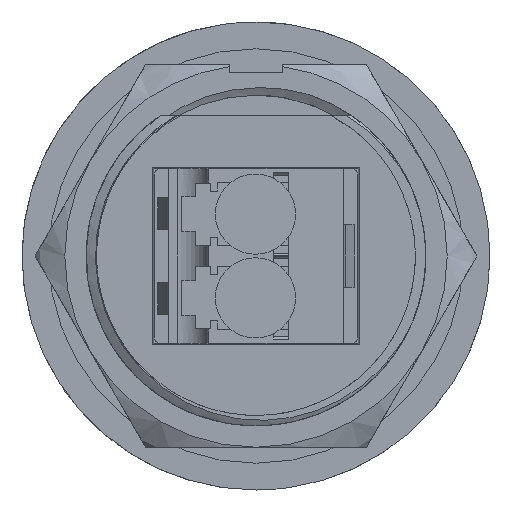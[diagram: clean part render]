
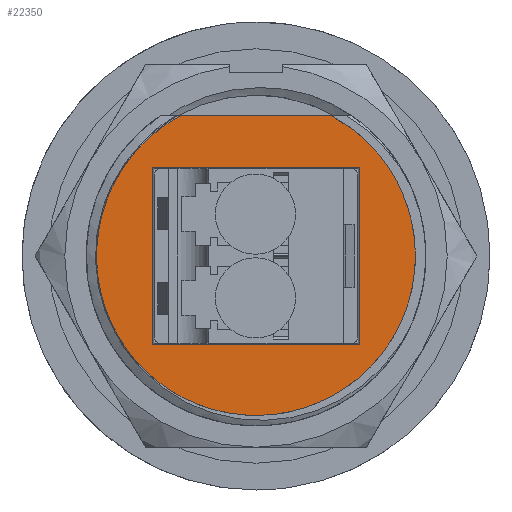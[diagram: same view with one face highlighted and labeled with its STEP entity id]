
A CAD part, left-side view. The second image highlights one B-rep face of the part: STEP entity #22350.
In plain terms, the highlighted planar face has unit normal (-1, 0, 0).
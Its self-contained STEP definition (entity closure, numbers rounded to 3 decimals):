
#3829 = EDGE_CURVE ( 'NONE', #27547, #27248, #6980, .T. ) ;
#5547 = EDGE_CURVE ( 'NONE', #27516, #27486, #6133, .T. ) ;
#6133 = B_SPLINE_CURVE_WITH_KNOTS ( 'NONE', 3,
 ( #12166, #12165, #12169, #12170, #12171, #12172, #12173, #12174, #12175, #12176, #12177, #12178, #12179, #12180, #12181, #12182, #12183, #12184, #12185, #12186, #12187, #12188, #12189, #12190, #12191, #12192, #12193, #12194, #12195, #12196, #12197, #12198, #12199, #12200 ),
 .UNSPECIFIED., .F., .F.,
 ( 4, 2, 2, 2, 2, 2, 2, 2, 2, 2, 2, 2, 2, 2, 2, 2, 4 ),
 ( 0., 0.063, 0.125, 0.188, 0.25, 0.313, 0.375, 0.438, 0.5, 0.563, 0.625, 0.688, 0.75, 0.813, 0.875, 0.938, 1. ),
 .UNSPECIFIED. ) ;
#6219 = B_SPLINE_CURVE_WITH_KNOTS ( 'NONE', 3,
 ( #12938, #12934, #12942, #12943 ),
 .UNSPECIFIED., .F., .F.,
 ( 4, 4 ),
 ( 0., 1. ),
 .UNSPECIFIED. ) ;
#6223 = B_SPLINE_CURVE_WITH_KNOTS ( 'NONE', 3,
 ( #14264, #14263, #14268, #14269 ),
 .UNSPECIFIED., .F., .F.,
 ( 4, 4 ),
 ( 0., 1. ),
 .UNSPECIFIED. ) ;
#6227 = B_SPLINE_CURVE_WITH_KNOTS ( 'NONE', 3,
 ( #25400, #25399, #25408, #25409 ),
 .UNSPECIFIED., .F., .F.,
 ( 4, 4 ),
 ( 0., 1. ),
 .UNSPECIFIED. ) ;
#6979 = CARTESIAN_POINT ( 'NONE',  ( 0., 12.397, 6.65 ) ) ;
#6980 = LINE ( 'NONE', #6979, #31677 ) ;
#6999 = DIRECTION ( 'NONE',  ( 0., -1., 0. ) ) ;
#9027 = EDGE_LOOP ( 'NONE', ( #15317, #16112, #16062, #15802 ) ) ;
#9056 = EDGE_LOOP ( 'NONE', ( #15206, #15801 ) ) ;
#12165 = CARTESIAN_POINT ( 'NONE',  ( 0., -6.801, 9.877 ) ) ;
#12166 = CARTESIAN_POINT ( 'NONE',  ( 0., -5.642, 10.5 ) ) ;
#12169 = CARTESIAN_POINT ( 'NONE',  ( 0., -7.856, 9.061 ) ) ;
#12170 = CARTESIAN_POINT ( 'NONE',  ( 0., -9.642, 7.13 ) ) ;
#12171 = CARTESIAN_POINT ( 'NONE',  ( 0., -10.374, 6.016 ) ) ;
#12172 = CARTESIAN_POINT ( 'NONE',  ( 0., -11.436, 3.609 ) ) ;
#12173 = CARTESIAN_POINT ( 'NONE',  ( 0., -11.766, 2.317 ) ) ;
#12174 = CARTESIAN_POINT ( 'NONE',  ( 0., -11.988, -0.305 ) ) ;
#12175 = CARTESIAN_POINT ( 'NONE',  ( 0., -11.881, -1.634 ) ) ;
#12176 = CARTESIAN_POINT ( 'NONE',  ( 0., -11.239, -4.185 ) ) ;
#12177 = CARTESIAN_POINT ( 'NONE',  ( 0., -10.704, -5.407 ) ) ;
#12178 = CARTESIAN_POINT ( 'NONE',  ( 0., -9.268, -7.611 ) ) ;
#12179 = CARTESIAN_POINT ( 'NONE',  ( 0., -8.366, -8.592 ) ) ;
#12180 = CARTESIAN_POINT ( 'NONE',  ( 0., -6.291, -10.21 ) ) ;
#12181 = CARTESIAN_POINT ( 'NONE',  ( 0., -5.119, -10.845 ) ) ;
#12182 = CARTESIAN_POINT ( 'NONE',  ( 0., -2.631, -11.7 ) ) ;
#12183 = CARTESIAN_POINT ( 'NONE',  ( 0., -1.315, -11.92 ) ) ;
#12184 = CARTESIAN_POINT ( 'NONE',  ( 0., 1.315, -11.92 ) ) ;
#12185 = CARTESIAN_POINT ( 'NONE',  ( 0., 2.631, -11.7 ) ) ;
#12186 = CARTESIAN_POINT ( 'NONE',  ( 0., 5.119, -10.845 ) ) ;
#12187 = CARTESIAN_POINT ( 'NONE',  ( 0., 6.291, -10.21 ) ) ;
#12188 = CARTESIAN_POINT ( 'NONE',  ( 0., 8.366, -8.592 ) ) ;
#12189 = CARTESIAN_POINT ( 'NONE',  ( 0., 9.268, -7.611 ) ) ;
#12190 = CARTESIAN_POINT ( 'NONE',  ( 0., 10.704, -5.407 ) ) ;
#12191 = CARTESIAN_POINT ( 'NONE',  ( 0., 11.239, -4.185 ) ) ;
#12192 = CARTESIAN_POINT ( 'NONE',  ( 0., 11.881, -1.634 ) ) ;
#12193 = CARTESIAN_POINT ( 'NONE',  ( 0., 11.988, -0.305 ) ) ;
#12194 = CARTESIAN_POINT ( 'NONE',  ( 0., 11.766, 2.317 ) ) ;
#12195 = CARTESIAN_POINT ( 'NONE',  ( 0., 11.436, 3.609 ) ) ;
#12196 = CARTESIAN_POINT ( 'NONE',  ( 0., 10.374, 6.016 ) ) ;
#12197 = CARTESIAN_POINT ( 'NONE',  ( 0., 9.642, 7.13 ) ) ;
#12198 = CARTESIAN_POINT ( 'NONE',  ( 0., 7.856, 9.061 ) ) ;
#12199 = CARTESIAN_POINT ( 'NONE',  ( 0., 6.801, 9.877 ) ) ;
#12200 = CARTESIAN_POINT ( 'NONE',  ( 0., 5.642, 10.5 ) ) ;
#12934 = CARTESIAN_POINT ( 'NONE',  ( 0., 1.881, 10.5 ) ) ;
#12938 = CARTESIAN_POINT ( 'NONE',  ( 0., 5.642, 10.5 ) ) ;
#12942 = CARTESIAN_POINT ( 'NONE',  ( 0., -1.881, 10.5 ) ) ;
#12943 = CARTESIAN_POINT ( 'NONE',  ( 0., -5.642, 10.5 ) ) ;
#14263 = CARTESIAN_POINT ( 'NONE',  ( 0., 7.75, -2.217 ) ) ;
#14264 = CARTESIAN_POINT ( 'NONE',  ( 0., 7.75, -6.65 ) ) ;
#14268 = CARTESIAN_POINT ( 'NONE',  ( 0., 7.75, 2.217 ) ) ;
#14269 = CARTESIAN_POINT ( 'NONE',  ( 0., 7.75, 6.65 ) ) ;
#15206 = ORIENTED_EDGE ( 'NONE', *, *, #22220, .F. ) ;
#15317 = ORIENTED_EDGE ( 'NONE', *, *, #22237, .T. ) ;
#15801 = ORIENTED_EDGE ( 'NONE', *, *, #5547, .F. ) ;
#15802 = ORIENTED_EDGE ( 'NONE', *, *, #22337, .T. ) ;
#16062 = ORIENTED_EDGE ( 'NONE', *, *, #22256, .F. ) ;
#16112 = ORIENTED_EDGE ( 'NONE', *, *, #3829, .T. ) ;
#21000 = CARTESIAN_POINT ( 'NONE',  ( 0., 7.75, -6.65 ) ) ;
#21015 = CARTESIAN_POINT ( 'NONE',  ( 0., -7.75, 6.65 ) ) ;
#21188 = CARTESIAN_POINT ( 'NONE',  ( 0., -7.75, -6.65 ) ) ;
#21190 = CARTESIAN_POINT ( 'NONE',  ( 0., 5.642, 10.5 ) ) ;
#21219 = CARTESIAN_POINT ( 'NONE',  ( 0., -5.642, 10.5 ) ) ;
#21231 = CARTESIAN_POINT ( 'NONE',  ( 0., 7.75, 6.65 ) ) ;
#22220 = EDGE_CURVE ( 'NONE', #27486, #27516, #6219, .T. ) ;
#22237 = EDGE_CURVE ( 'NONE', #27172, #27547, #6223, .T. ) ;
#22256 = EDGE_CURVE ( 'NONE', #27475, #27248, #6227, .T. ) ;
#22337 = EDGE_CURVE ( 'NONE', #27475, #27172, #24348, .T. ) ;
#22350 = ADVANCED_FACE ( 'NONE', ( #34870, #32277 ), #34872, .F. ) ;
#23933 = AXIS2_PLACEMENT_3D ( 'NONE', #34882, #34883, #34884 ) ;
#24348 = B_SPLINE_CURVE_WITH_KNOTS ( 'NONE', 3,
 ( #31661, #32108, #32111, #32112 ),
 .UNSPECIFIED., .F., .F.,
 ( 4, 4 ),
 ( 0., 1. ),
 .UNSPECIFIED. ) ;
#25399 = CARTESIAN_POINT ( 'NONE',  ( 0., -7.75, -2.217 ) ) ;
#25400 = CARTESIAN_POINT ( 'NONE',  ( 0., -7.75, -6.65 ) ) ;
#25408 = CARTESIAN_POINT ( 'NONE',  ( 0., -7.75, 2.217 ) ) ;
#25409 = CARTESIAN_POINT ( 'NONE',  ( 0., -7.75, 6.65 ) ) ;
#27172 = VERTEX_POINT ( 'NONE', #21000 ) ;
#27248 = VERTEX_POINT ( 'NONE', #21015 ) ;
#27475 = VERTEX_POINT ( 'NONE', #21188 ) ;
#27486 = VERTEX_POINT ( 'NONE', #21190 ) ;
#27516 = VERTEX_POINT ( 'NONE', #21219 ) ;
#27547 = VERTEX_POINT ( 'NONE', #21231 ) ;
#31661 = CARTESIAN_POINT ( 'NONE',  ( 0., -7.75, -6.65 ) ) ;
#31677 = VECTOR ( 'NONE', #6999, 1000. ) ;
#32108 = CARTESIAN_POINT ( 'NONE',  ( 0., -2.583, -6.65 ) ) ;
#32111 = CARTESIAN_POINT ( 'NONE',  ( 0., 2.583, -6.65 ) ) ;
#32112 = CARTESIAN_POINT ( 'NONE',  ( 0., 7.75, -6.65 ) ) ;
#32277 = FACE_OUTER_BOUND ( 'NONE', #9056, .T. ) ;
#34870 = FACE_BOUND ( 'NONE', #9027, .T. ) ;
#34872 = PLANE ( 'NONE',  #23933 ) ;
#34882 = CARTESIAN_POINT ( 'NONE',  ( 0., 12.397, -12.368 ) ) ;
#34883 = DIRECTION ( 'NONE',  ( 1., 0., 0. ) ) ;
#34884 = DIRECTION ( 'NONE',  ( 0., 0., 1. ) ) ;
